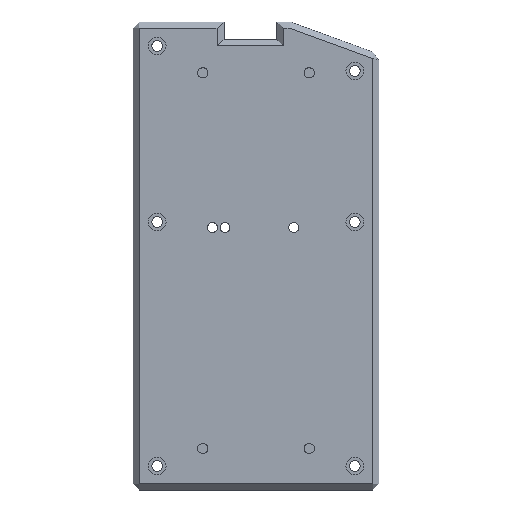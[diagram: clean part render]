
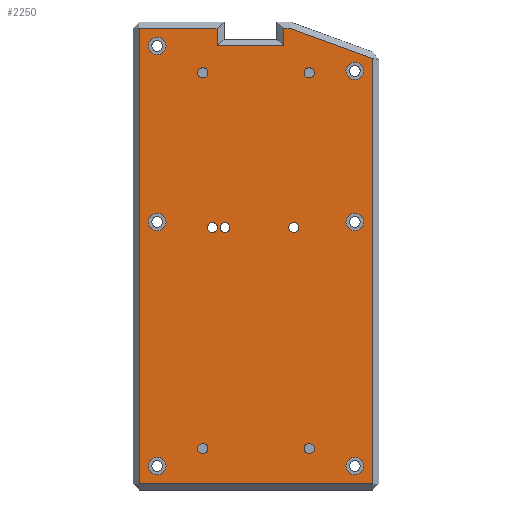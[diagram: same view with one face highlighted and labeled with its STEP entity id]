
A CAD part, top view. The second image highlights one B-rep face of the part: STEP entity #2250.
In plain terms, the highlighted planar face has unit normal (0, 0, 1).
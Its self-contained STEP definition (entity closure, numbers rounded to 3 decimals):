
#15=FACE_BOUND('',#290,.T.);
#16=FACE_BOUND('',#291,.T.);
#17=FACE_BOUND('',#292,.T.);
#18=FACE_BOUND('',#293,.T.);
#19=FACE_BOUND('',#294,.T.);
#20=FACE_BOUND('',#295,.T.);
#21=FACE_BOUND('',#296,.T.);
#22=FACE_BOUND('',#297,.T.);
#23=FACE_BOUND('',#298,.T.);
#24=FACE_BOUND('',#299,.T.);
#25=FACE_BOUND('',#300,.T.);
#26=FACE_BOUND('',#301,.T.);
#27=FACE_BOUND('',#302,.T.);
#71=PLANE('',#2406);
#153=FACE_OUTER_BOUND('',#289,.T.);
#289=EDGE_LOOP('',(#1601,#1602,#1603,#1604,#1605,#1606,#1607,#1608,#1609));
#290=EDGE_LOOP('',(#1610));
#291=EDGE_LOOP('',(#1611));
#292=EDGE_LOOP('',(#1612));
#293=EDGE_LOOP('',(#1613));
#294=EDGE_LOOP('',(#1614));
#295=EDGE_LOOP('',(#1615));
#296=EDGE_LOOP('',(#1616));
#297=EDGE_LOOP('',(#1617));
#298=EDGE_LOOP('',(#1618));
#299=EDGE_LOOP('',(#1619));
#300=EDGE_LOOP('',(#1620));
#301=EDGE_LOOP('',(#1621));
#302=EDGE_LOOP('',(#1622));
#450=LINE('',#3372,#662);
#468=LINE('',#3410,#680);
#471=LINE('',#3417,#683);
#477=LINE('',#3427,#689);
#482=LINE('',#3436,#694);
#486=LINE('',#3444,#698);
#494=LINE('',#3460,#706);
#496=LINE('',#3464,#708);
#497=LINE('',#3465,#709);
#662=VECTOR('',#2658,10.);
#680=VECTOR('',#2688,10.);
#683=VECTOR('',#2693,10.);
#689=VECTOR('',#2703,10.);
#694=VECTOR('',#2712,10.);
#698=VECTOR('',#2720,10.);
#706=VECTOR('',#2734,10.);
#708=VECTOR('',#2738,10.);
#709=VECTOR('',#2739,10.);
#868=CIRCLE('',#2381,1.6);
#870=CIRCLE('',#2384,1.6);
#872=CIRCLE('',#2387,1.6);
#874=CIRCLE('',#2407,1.65);
#875=CIRCLE('',#2408,1.65);
#876=CIRCLE('',#2409,2.875);
#877=CIRCLE('',#2410,2.875);
#878=CIRCLE('',#2411,2.875);
#879=CIRCLE('',#2412,1.65);
#880=CIRCLE('',#2413,1.65);
#881=CIRCLE('',#2414,2.875);
#882=CIRCLE('',#2415,2.875);
#883=CIRCLE('',#2416,2.875);
#982=VERTEX_POINT('',#3346);
#984=VERTEX_POINT('',#3352);
#986=VERTEX_POINT('',#3358);
#991=VERTEX_POINT('',#3369);
#992=VERTEX_POINT('',#3371);
#993=VERTEX_POINT('',#3375);
#996=VERTEX_POINT('',#3382);
#999=VERTEX_POINT('',#3389);
#1003=VERTEX_POINT('',#3397);
#1009=VERTEX_POINT('',#3416);
#1020=VERTEX_POINT('',#3459);
#1021=VERTEX_POINT('',#3463);
#1022=VERTEX_POINT('',#3466);
#1023=VERTEX_POINT('',#3468);
#1024=VERTEX_POINT('',#3470);
#1025=VERTEX_POINT('',#3472);
#1026=VERTEX_POINT('',#3474);
#1027=VERTEX_POINT('',#3476);
#1028=VERTEX_POINT('',#3478);
#1029=VERTEX_POINT('',#3480);
#1030=VERTEX_POINT('',#3482);
#1031=VERTEX_POINT('',#3484);
#1195=EDGE_CURVE('',#982,#982,#868,.T.);
#1198=EDGE_CURVE('',#984,#984,#870,.T.);
#1201=EDGE_CURVE('',#986,#986,#872,.T.);
#1207=EDGE_CURVE('',#991,#992,#450,.T.);
#1225=EDGE_CURVE('',#999,#1003,#468,.T.);
#1228=EDGE_CURVE('',#1003,#1009,#471,.T.);
#1234=EDGE_CURVE('',#996,#999,#477,.T.);
#1239=EDGE_CURVE('',#993,#996,#482,.T.);
#1243=EDGE_CURVE('',#992,#993,#486,.T.);
#1251=EDGE_CURVE('',#1009,#1020,#494,.T.);
#1253=EDGE_CURVE('',#1021,#991,#496,.T.);
#1254=EDGE_CURVE('',#1020,#1021,#497,.T.);
#1255=EDGE_CURVE('',#1022,#1022,#874,.T.);
#1256=EDGE_CURVE('',#1023,#1023,#875,.T.);
#1257=EDGE_CURVE('',#1024,#1024,#876,.T.);
#1258=EDGE_CURVE('',#1025,#1025,#877,.T.);
#1259=EDGE_CURVE('',#1026,#1026,#878,.T.);
#1260=EDGE_CURVE('',#1027,#1027,#879,.T.);
#1261=EDGE_CURVE('',#1028,#1028,#880,.T.);
#1262=EDGE_CURVE('',#1029,#1029,#881,.T.);
#1263=EDGE_CURVE('',#1030,#1030,#882,.T.);
#1264=EDGE_CURVE('',#1031,#1031,#883,.T.);
#1601=ORIENTED_EDGE('',*,*,#1228,.F.);
#1602=ORIENTED_EDGE('',*,*,#1225,.F.);
#1603=ORIENTED_EDGE('',*,*,#1234,.F.);
#1604=ORIENTED_EDGE('',*,*,#1239,.F.);
#1605=ORIENTED_EDGE('',*,*,#1243,.F.);
#1606=ORIENTED_EDGE('',*,*,#1207,.F.);
#1607=ORIENTED_EDGE('',*,*,#1253,.F.);
#1608=ORIENTED_EDGE('',*,*,#1254,.F.);
#1609=ORIENTED_EDGE('',*,*,#1251,.F.);
#1610=ORIENTED_EDGE('',*,*,#1195,.T.);
#1611=ORIENTED_EDGE('',*,*,#1198,.T.);
#1612=ORIENTED_EDGE('',*,*,#1201,.T.);
#1613=ORIENTED_EDGE('',*,*,#1255,.T.);
#1614=ORIENTED_EDGE('',*,*,#1256,.T.);
#1615=ORIENTED_EDGE('',*,*,#1257,.T.);
#1616=ORIENTED_EDGE('',*,*,#1258,.T.);
#1617=ORIENTED_EDGE('',*,*,#1259,.T.);
#1618=ORIENTED_EDGE('',*,*,#1260,.T.);
#1619=ORIENTED_EDGE('',*,*,#1261,.T.);
#1620=ORIENTED_EDGE('',*,*,#1262,.T.);
#1621=ORIENTED_EDGE('',*,*,#1263,.T.);
#1622=ORIENTED_EDGE('',*,*,#1264,.T.);
#2250=ADVANCED_FACE('',(#153,#15,#16,#17,#18,#19,#20,#21,#22,#23,#24,#25,
#26,#27),#71,.T.);
#2381=AXIS2_PLACEMENT_3D('',#3347,#2634,#2635);
#2384=AXIS2_PLACEMENT_3D('',#3353,#2641,#2642);
#2387=AXIS2_PLACEMENT_3D('',#3359,#2648,#2649);
#2406=AXIS2_PLACEMENT_3D('',#3462,#2736,#2737);
#2407=AXIS2_PLACEMENT_3D('',#3467,#2740,#2741);
#2408=AXIS2_PLACEMENT_3D('',#3469,#2742,#2743);
#2409=AXIS2_PLACEMENT_3D('',#3471,#2744,#2745);
#2410=AXIS2_PLACEMENT_3D('',#3473,#2746,#2747);
#2411=AXIS2_PLACEMENT_3D('',#3475,#2748,#2749);
#2412=AXIS2_PLACEMENT_3D('',#3477,#2750,#2751);
#2413=AXIS2_PLACEMENT_3D('',#3479,#2752,#2753);
#2414=AXIS2_PLACEMENT_3D('',#3481,#2754,#2755);
#2415=AXIS2_PLACEMENT_3D('',#3483,#2756,#2757);
#2416=AXIS2_PLACEMENT_3D('',#3485,#2758,#2759);
#2634=DIRECTION('center_axis',(0.,0.,-1.));
#2635=DIRECTION('ref_axis',(-1.,0.,0.));
#2641=DIRECTION('center_axis',(0.,0.,-1.));
#2642=DIRECTION('ref_axis',(-1.,0.,0.));
#2648=DIRECTION('center_axis',(0.,0.,-1.));
#2649=DIRECTION('ref_axis',(-1.,0.,0.));
#2658=DIRECTION('',(1.,0.,0.));
#2688=DIRECTION('',(0.,1.,0.));
#2693=DIRECTION('',(1.,0.,0.));
#2703=DIRECTION('',(-1.,0.,0.));
#2712=DIRECTION('',(0.,-1.,0.));
#2720=DIRECTION('',(0.94,-0.342,0.));
#2734=DIRECTION('',(0.,-1.,0.));
#2736=DIRECTION('center_axis',(0.,0.,1.));
#2737=DIRECTION('ref_axis',(1.,0.,0.));
#2738=DIRECTION('',(0.,1.,0.));
#2739=DIRECTION('',(1.,0.,0.));
#2740=DIRECTION('center_axis',(0.,0.,-1.));
#2741=DIRECTION('ref_axis',(-1.,0.,0.));
#2742=DIRECTION('center_axis',(0.,0.,-1.));
#2743=DIRECTION('ref_axis',(-1.,0.,0.));
#2744=DIRECTION('center_axis',(0.,0.,-1.));
#2745=DIRECTION('ref_axis',(-1.,0.,0.));
#2746=DIRECTION('center_axis',(0.,0.,-1.));
#2747=DIRECTION('ref_axis',(-1.,0.,0.));
#2748=DIRECTION('center_axis',(0.,0.,-1.));
#2749=DIRECTION('ref_axis',(-1.,0.,0.));
#2750=DIRECTION('center_axis',(0.,0.,-1.));
#2751=DIRECTION('ref_axis',(-1.,0.,0.));
#2752=DIRECTION('center_axis',(0.,0.,-1.));
#2753=DIRECTION('ref_axis',(-1.,0.,0.));
#2754=DIRECTION('center_axis',(0.,0.,-1.));
#2755=DIRECTION('ref_axis',(-1.,0.,0.));
#2756=DIRECTION('center_axis',(0.,0.,-1.));
#2757=DIRECTION('ref_axis',(-1.,0.,0.));
#2758=DIRECTION('center_axis',(0.,0.,-1.));
#2759=DIRECTION('ref_axis',(-1.,0.,0.));
#3346=CARTESIAN_POINT('',(-19.431,4.209,40.));
#3347=CARTESIAN_POINT('Origin',(-21.031,4.209,40.));
#3352=CARTESIAN_POINT('',(-23.52,4.209,40.));
#3353=CARTESIAN_POINT('Origin',(-25.12,4.209,40.));
#3358=CARTESIAN_POINT('',(2.813,4.2,40.));
#3359=CARTESIAN_POINT('Origin',(1.213,4.2,40.));
#3369=CARTESIAN_POINT('',(-2.085,68.75,40.));
#3371=CARTESIAN_POINT('',(-0.22,68.75,40.));
#3372=CARTESIAN_POINT('',(-5.5,68.75,40.));
#3375=CARTESIAN_POINT('',(26.75,58.934,40.));
#3382=CARTESIAN_POINT('',(26.75,-78.75,40.));
#3389=CARTESIAN_POINT('',(-48.75,-78.75,40.));
#3397=CARTESIAN_POINT('',(-48.75,68.75,40.));
#3410=CARTESIAN_POINT('',(-48.75,32.5,40.));
#3416=CARTESIAN_POINT('',(-23.623,68.75,40.));
#3417=CARTESIAN_POINT('',(-5.5,68.75,40.));
#3427=CARTESIAN_POINT('',(-30.5,-78.75,40.));
#3436=CARTESIAN_POINT('',(26.75,-42.5,40.));
#3444=CARTESIAN_POINT('',(20.768,61.111,40.));
#3459=CARTESIAN_POINT('',(-23.623,63.,40.));
#3460=CARTESIAN_POINT('',(-23.623,32.5,40.));
#3462=CARTESIAN_POINT('Origin',(-11.,-5.,40.));
#3463=CARTESIAN_POINT('',(-2.085,63.,40.));
#3464=CARTESIAN_POINT('',(-2.085,32.5,40.));
#3465=CARTESIAN_POINT('',(-11.927,63.,40.));
#3466=CARTESIAN_POINT('',(-26.58,-67.317,40.));
#3467=CARTESIAN_POINT('Origin',(-28.23,-67.317,40.));
#3468=CARTESIAN_POINT('',(-26.58,54.311,40.));
#3469=CARTESIAN_POINT('Origin',(-28.23,54.311,40.));
#3470=CARTESIAN_POINT('',(-40.125,-73.,40.));
#3471=CARTESIAN_POINT('Origin',(-43.,-73.,40.));
#3472=CARTESIAN_POINT('',(-40.125,6.,40.));
#3473=CARTESIAN_POINT('Origin',(-43.,6.,40.));
#3474=CARTESIAN_POINT('',(-40.125,63.,40.));
#3475=CARTESIAN_POINT('Origin',(-43.,63.,40.));
#3476=CARTESIAN_POINT('',(7.88,54.311,40.));
#3477=CARTESIAN_POINT('Origin',(6.23,54.311,40.));
#3478=CARTESIAN_POINT('',(7.88,-67.317,40.));
#3479=CARTESIAN_POINT('Origin',(6.23,-67.317,40.));
#3480=CARTESIAN_POINT('',(23.875,54.907,40.));
#3481=CARTESIAN_POINT('Origin',(21.,54.907,40.));
#3482=CARTESIAN_POINT('',(23.875,-73.,40.));
#3483=CARTESIAN_POINT('Origin',(21.,-73.,40.));
#3484=CARTESIAN_POINT('',(23.875,6.,40.));
#3485=CARTESIAN_POINT('Origin',(21.,6.,40.));
